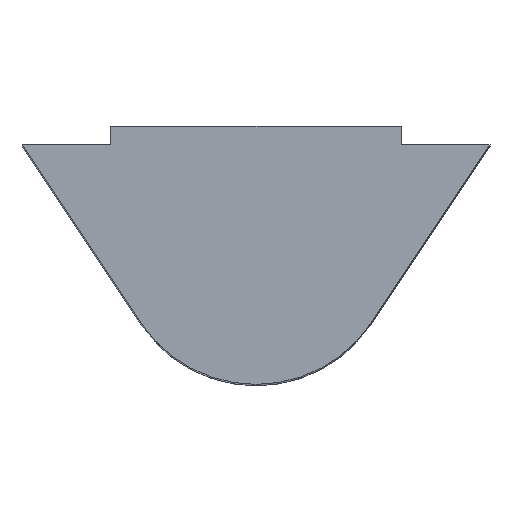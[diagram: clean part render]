
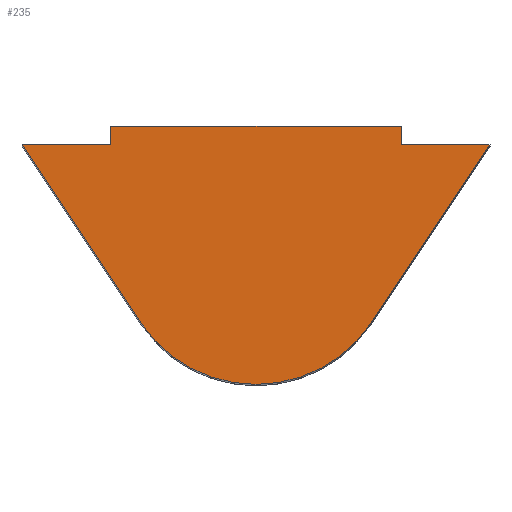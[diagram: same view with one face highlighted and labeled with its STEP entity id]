
A CAD part, top view. The second image highlights one B-rep face of the part: STEP entity #235.
In plain terms, the highlighted planar face has unit normal (0, 0, 1).
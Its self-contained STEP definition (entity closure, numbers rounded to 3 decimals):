
#7 = DIRECTION ( 'NONE',  ( 0.555, 0.832, 0. ) ) ;
#15 = EDGE_CURVE ( 'NONE', #559, #543, #412, .T. ) ;
#30 = DIRECTION ( 'NONE',  ( -1., 0., 0. ) ) ;
#31 = CARTESIAN_POINT ( 'NONE',  ( 0., -5.2, 17.25 ) ) ;
#41 = EDGE_CURVE ( 'NONE', #543, #525, #228, .T. ) ;
#43 = CARTESIAN_POINT ( 'NONE',  ( -4.991, -8.531, 17.25 ) ) ;
#44 = EDGE_CURVE ( 'NONE', #525, #483, #50, .T. ) ;
#47 = CARTESIAN_POINT ( 'NONE',  ( 6.3, -0.8, 17.25 ) ) ;
#50 = LINE ( 'NONE', #521, #461 ) ;
#76 = DIRECTION ( 'NONE',  ( 1., 0., 0. ) ) ;
#80 = AXIS2_PLACEMENT_3D ( 'NONE', #403, #133, #452 ) ;
#94 = CARTESIAN_POINT ( 'NONE',  ( -10.15, -0.8, 17.25 ) ) ;
#109 = ORIENTED_EDGE ( 'NONE', *, *, #44, .T. ) ;
#111 = LINE ( 'NONE', #506, #270 ) ;
#131 = EDGE_CURVE ( 'NONE', #306, #514, #364, .T. ) ;
#132 = CIRCLE ( 'NONE', #80, 6. ) ;
#133 = DIRECTION ( 'NONE',  ( 0., 0., 1. ) ) ;
#142 = LINE ( 'NONE', #579, #146 ) ;
#146 = VECTOR ( 'NONE', #7, 1000. ) ;
#176 = ORIENTED_EDGE ( 'NONE', *, *, #15, .T. ) ;
#190 = DIRECTION ( 'NONE',  ( 0., 1., 0. ) ) ;
#193 = AXIS2_PLACEMENT_3D ( 'NONE', #31, #348, #76 ) ;
#207 = ORIENTED_EDGE ( 'NONE', *, *, #520, .T. ) ;
#212 = ORIENTED_EDGE ( 'NONE', *, *, #542, .T. ) ;
#224 = CARTESIAN_POINT ( 'NONE',  ( 0., -0.8, 17.25 ) ) ;
#228 = LINE ( 'NONE', #243, #409 ) ;
#235 = ADVANCED_FACE ( 'NONE', ( #314 ), #445, .T. ) ;
#243 = CARTESIAN_POINT ( 'NONE',  ( -6.3, 0., 17.25 ) ) ;
#247 = DIRECTION ( 'NONE',  ( 0.555, -0.832, 0. ) ) ;
#268 = DIRECTION ( 'NONE',  ( 0., -1., 0. ) ) ;
#270 = VECTOR ( 'NONE', #30, 1000. ) ;
#277 = DIRECTION ( 'NONE',  ( -1., 0., 0. ) ) ;
#284 = CARTESIAN_POINT ( 'NONE',  ( -10.15, -0.8, 17.25 ) ) ;
#287 = DIRECTION ( 'NONE',  ( -1., 0., 0. ) ) ;
#306 = VERTEX_POINT ( 'NONE', #94 ) ;
#314 = FACE_OUTER_BOUND ( 'NONE', #553, .T. ) ;
#342 = VECTOR ( 'NONE', #277, 1000. ) ;
#348 = DIRECTION ( 'NONE',  ( 0., 0., 1. ) ) ;
#364 = LINE ( 'NONE', #284, #401 ) ;
#374 = VECTOR ( 'NONE', #190, 1000. ) ;
#401 = VECTOR ( 'NONE', #247, 1000. ) ;
#403 = CARTESIAN_POINT ( 'NONE',  ( 0., -5.2, 17.25 ) ) ;
#409 = VECTOR ( 'NONE', #287, 1000. ) ;
#412 = LINE ( 'NONE', #550, #374 ) ;
#421 = CARTESIAN_POINT ( 'NONE',  ( -6.3, 0., 17.25 ) ) ;
#445 = PLANE ( 'NONE',  #193 ) ;
#452 = DIRECTION ( 'NONE',  ( -1., 0., 0. ) ) ;
#461 = VECTOR ( 'NONE', #268, 1000. ) ;
#463 = CARTESIAN_POINT ( 'NONE',  ( -6.3, -0.8, 17.25 ) ) ;
#483 = VERTEX_POINT ( 'NONE', #463 ) ;
#490 = VERTEX_POINT ( 'NONE', #619 ) ;
#491 = EDGE_CURVE ( 'NONE', #514, #500, #132, .T. ) ;
#500 = VERTEX_POINT ( 'NONE', #534 ) ;
#506 = CARTESIAN_POINT ( 'NONE',  ( 0., -0.8, 17.25 ) ) ;
#508 = LINE ( 'NONE', #224, #342 ) ;
#514 = VERTEX_POINT ( 'NONE', #43 ) ;
#520 = EDGE_CURVE ( 'NONE', #500, #490, #142, .T. ) ;
#521 = CARTESIAN_POINT ( 'NONE',  ( -6.3, -0.8, 17.25 ) ) ;
#525 = VERTEX_POINT ( 'NONE', #421 ) ;
#534 = CARTESIAN_POINT ( 'NONE',  ( 4.991, -8.531, 17.25 ) ) ;
#542 = EDGE_CURVE ( 'NONE', #490, #559, #508, .T. ) ;
#543 = VERTEX_POINT ( 'NONE', #582 ) ;
#550 = CARTESIAN_POINT ( 'NONE',  ( 6.3, -5.2, 17.25 ) ) ;
#553 = EDGE_LOOP ( 'NONE', ( #555, #109, #560, #563, #564, #207, #212, #176 ) ) ;
#555 = ORIENTED_EDGE ( 'NONE', *, *, #41, .T. ) ;
#559 = VERTEX_POINT ( 'NONE', #47 ) ;
#560 = ORIENTED_EDGE ( 'NONE', *, *, #585, .T. ) ;
#563 = ORIENTED_EDGE ( 'NONE', *, *, #131, .T. ) ;
#564 = ORIENTED_EDGE ( 'NONE', *, *, #491, .T. ) ;
#579 = CARTESIAN_POINT ( 'NONE',  ( 4.991, -8.531, 17.25 ) ) ;
#582 = CARTESIAN_POINT ( 'NONE',  ( 6.3, 0., 17.25 ) ) ;
#585 = EDGE_CURVE ( 'NONE', #483, #306, #111, .T. ) ;
#619 = CARTESIAN_POINT ( 'NONE',  ( 10.15, -0.8, 17.25 ) ) ;
